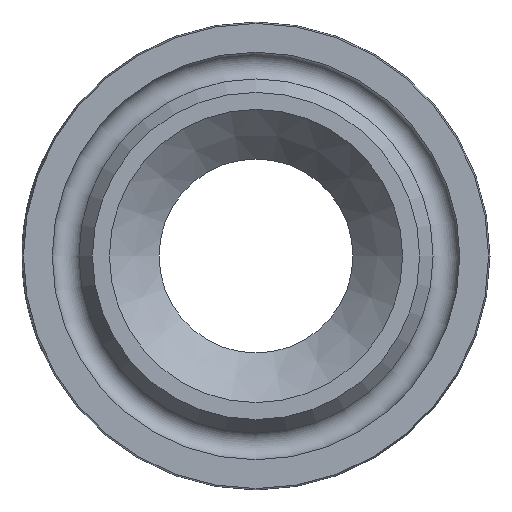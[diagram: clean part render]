
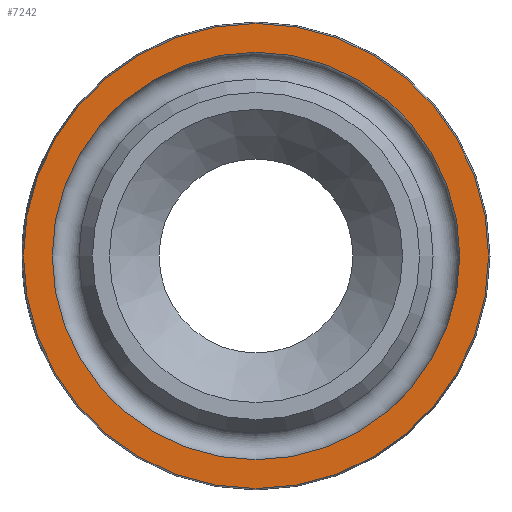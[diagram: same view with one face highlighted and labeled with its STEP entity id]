
A CAD part, left-side view. The second image highlights one B-rep face of the part: STEP entity #7242.
In plain terms, the highlighted planar face has unit normal (-1, 0, 0).
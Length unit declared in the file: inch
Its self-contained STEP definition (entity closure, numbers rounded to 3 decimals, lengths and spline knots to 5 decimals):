
#119=FACE_BOUND('',#1331,.T.);
#120=FACE_BOUND('',#1332,.T.);
#287=PLANE('',#7676);
#1331=EDGE_LOOP('',(#6770));
#1332=EDGE_LOOP('',(#6771));
#1500=CIRCLE('',#7664,0.431);
#1505=CIRCLE('',#7675,0.492);
#3559=VERTEX_POINT('',#15805);
#3564=VERTEX_POINT('',#15821);
#4628=EDGE_CURVE('',#3559,#3559,#1500,.T.);
#4633=EDGE_CURVE('',#3564,#3564,#1505,.T.);
#6770=ORIENTED_EDGE('',*,*,#4628,.F.);
#6771=ORIENTED_EDGE('',*,*,#4633,.T.);
#7242=ADVANCED_FACE('',(#119,#120),#287,.T.);
#7664=AXIS2_PLACEMENT_3D('',#15806,#8999,#9000);
#7675=AXIS2_PLACEMENT_3D('',#15822,#9021,#9022);
#7676=AXIS2_PLACEMENT_3D('',#15823,#9023,#9024);
#8999=DIRECTION('center_axis',(-1.,0.,0.));
#9000=DIRECTION('ref_axis',(0.,1.,0.));
#9021=DIRECTION('center_axis',(-1.,0.,0.));
#9022=DIRECTION('ref_axis',(0.,1.,0.));
#9023=DIRECTION('center_axis',(-1.,0.,0.));
#9024=DIRECTION('ref_axis',(0.,0.,1.));
#15805=CARTESIAN_POINT('',(0.,0.431,0.));
#15806=CARTESIAN_POINT('Origin',(0.,0.,
0.));
#15821=CARTESIAN_POINT('',(0.,0.492,0.));
#15822=CARTESIAN_POINT('Origin',(0.,0.,
0.));
#15823=CARTESIAN_POINT('Origin',(0.,0.4615,0.));
